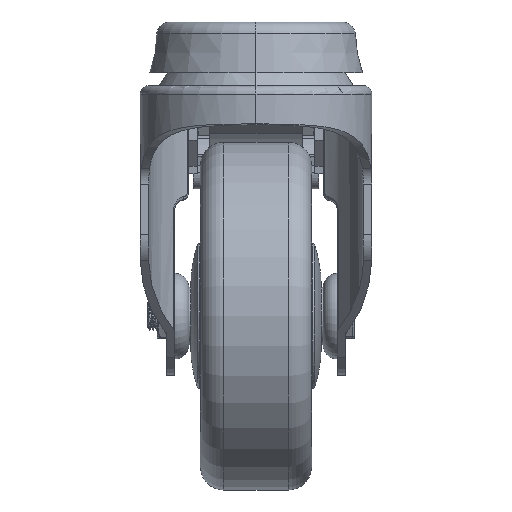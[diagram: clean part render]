
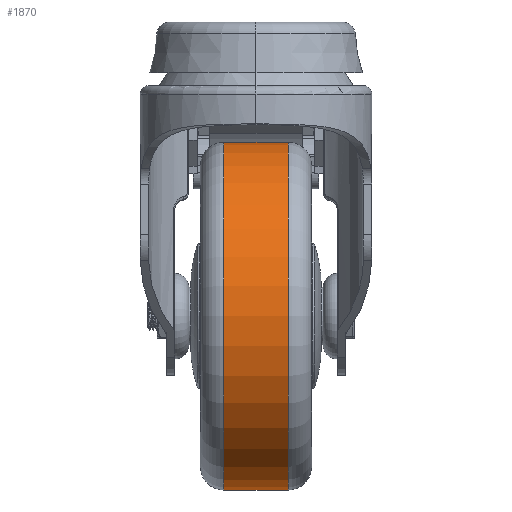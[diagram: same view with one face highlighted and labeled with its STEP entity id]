
A CAD part, left-side view. The second image highlights one B-rep face of the part: STEP entity #1870.
In plain terms, the highlighted cylindrical face has radius 37.5 mm (diameter 75 mm), a partial arc.
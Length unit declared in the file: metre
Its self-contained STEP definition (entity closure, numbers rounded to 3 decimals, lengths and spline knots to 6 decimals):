
#1870=ADVANCED_FACE('',(#3160),#3161,.T.);
#3160=FACE_OUTER_BOUND('',#8160,.T.);
#3161=CYLINDRICAL_SURFACE('',#8161,0.0375);
#8160=EDGE_LOOP('',(#19548,#19549,#19550,#19551));
#8161=AXIS2_PLACEMENT_3D('',#19552,#19553,#19554);
#19548=ORIENTED_EDGE('',*,*,#23799,.F.);
#19549=ORIENTED_EDGE('',*,*,#23800,.T.);
#19550=ORIENTED_EDGE('',*,*,#23801,.F.);
#19551=ORIENTED_EDGE('',*,*,#23802,.F.);
#19552=CARTESIAN_POINT('',(0.,0.,0.));
#19553=DIRECTION('',(0.,-1.0,0.));
#19554=DIRECTION('',(0.,0.0,1.0));
#23799=EDGE_CURVE('',#26582,#26577,#26583,.T.);
#23800=EDGE_CURVE('',#26582,#26584,#26585,.T.);
#23801=EDGE_CURVE('',#26574,#26584,#26586,.T.);
#23802=EDGE_CURVE('',#26577,#26574,#26587,.T.);
#26574=VERTEX_POINT('',#31659);
#26577=VERTEX_POINT('',#31662);
#26582=VERTEX_POINT('',#31667);
#26583=LINE('',#31668,#31669);
#26584=VERTEX_POINT('',#31670);
#26585=CIRCLE('',#31671,0.0375);
#26586=LINE('',#31672,#31673);
#26587=CIRCLE('',#31674,0.0375);
#31659=CARTESIAN_POINT('',(0.,-0.007,-0.0375));
#31662=CARTESIAN_POINT('',(0.,-0.007,0.0375));
#31667=CARTESIAN_POINT('',(0.,0.007,0.0375));
#31668=CARTESIAN_POINT('',(0.,0.,0.0375));
#31669=VECTOR('',#47968,1.0);
#31670=CARTESIAN_POINT('',(0.,0.007,-0.0375));
#31671=AXIS2_PLACEMENT_3D('',#47969,#47970,#47971);
#31672=CARTESIAN_POINT('',(0.,0.,-0.0375));
#31673=VECTOR('',#47972,1.0);
#31674=AXIS2_PLACEMENT_3D('',#47973,#47974,#47975);
#47968=DIRECTION('',(0.,-1.0,0.));
#47969=CARTESIAN_POINT('',(0.,0.007,0.));
#47970=DIRECTION('',(0.,-1.0,0.));
#47971=DIRECTION('',(0.,0.0,1.0));
#47972=DIRECTION('',(0.,1.0,0.));
#47973=CARTESIAN_POINT('',(0.,-0.007,0.));
#47974=DIRECTION('',(0.,-1.0,0.));
#47975=DIRECTION('',(0.,0.0,1.0));
